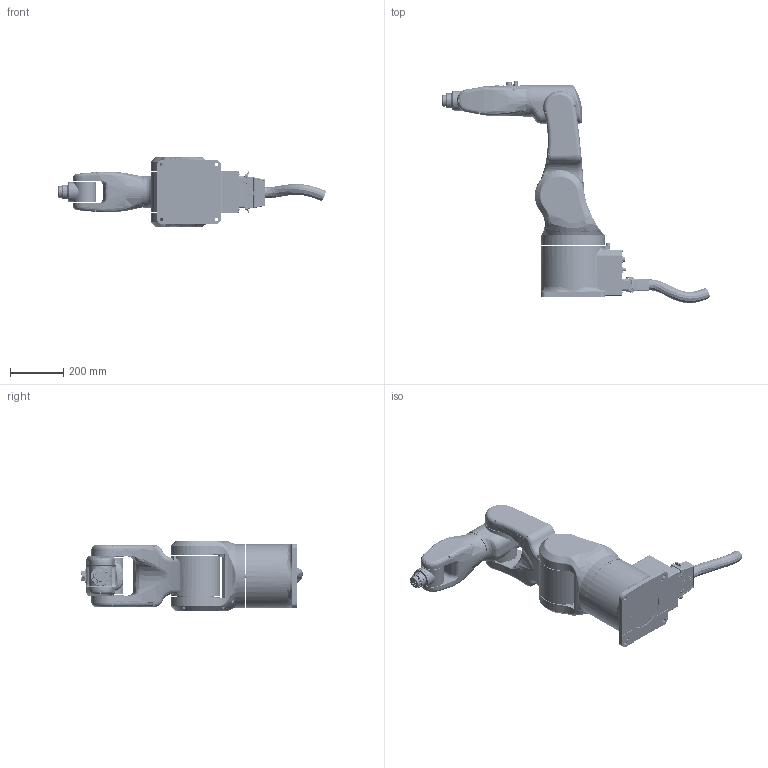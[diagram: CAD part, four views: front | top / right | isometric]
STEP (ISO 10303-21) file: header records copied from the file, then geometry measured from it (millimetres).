
FILE_DESCRIPTION (( 'STEP AP214' ), '1' );
FILE_NAME ('TKB060.STEP', '2021-10-22T06:24:28', ( '' ), ( '' ), 'SwSTEP 2.0', 'SolidWorks 2018', '' );
FILE_SCHEMA (( 'AUTOMOTIVE_DESIGN' ));
Length unit declared in the file: millimetre
Products named in the file (7): TKB060; TKB060-005; TKB07-001; TKB07-004; TKB07-006; TKB07-002; TKB060-003
Assembly tree (6 placements, depth 2):
  TKB060
    TKB07-001
    TKB07-002
    TKB060-003
    TKB07-004
    TKB060-005
    TKB07-006
Bounding box: 999.06 x 830.95 x 265 mm (x, y, z)
Volume: 11548548.1 mm3; surface area: 2538055.2 mm2
Topology: 59 solids, 135 shells, 8149 faces, 19898 edges, 11996 vertices
Faces by surface type: cylinder 2758, plane 2078, cone 1579, bspline 1156, torus 505, sphere 73
Entity records: 387247 total; most frequent: CARTESIAN_POINT 140938, ORIENTED_EDGE 38590, DIRECTION 36625, EDGE_CURVE 19581, AXIS2_PLACEMENT_3D 14167, VERTEX_POINT 11992, EDGE_LOOP 8994, VECTOR 8291
